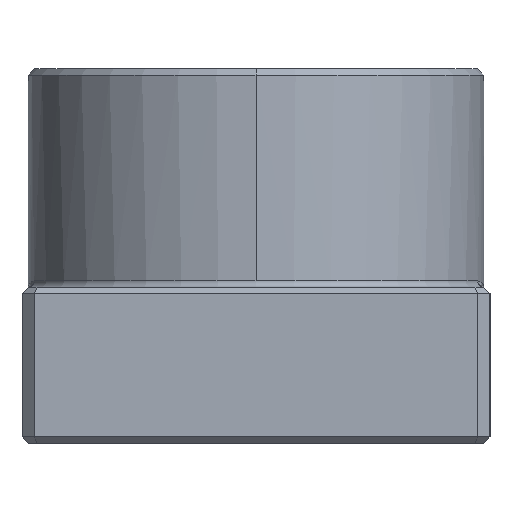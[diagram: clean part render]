
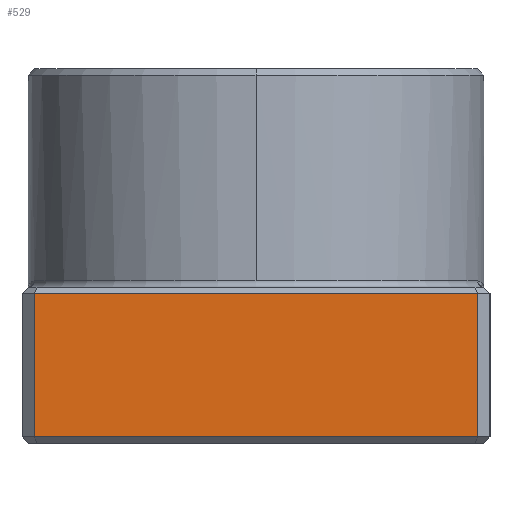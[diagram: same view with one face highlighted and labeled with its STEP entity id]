
A CAD part, left-side view. The second image highlights one B-rep face of the part: STEP entity #529.
In plain terms, the highlighted planar face has unit normal (-1, 0, 0).
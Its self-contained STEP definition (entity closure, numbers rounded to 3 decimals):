
#34 = CARTESIAN_POINT ( 'NONE',  ( -65., -35.5, 24. ) ) ;
#127 = VECTOR ( 'NONE', #1483, 1000. ) ;
#358 = CARTESIAN_POINT ( 'NONE',  ( -65., 35.5, 1. ) ) ;
#515 = CARTESIAN_POINT ( 'NONE',  ( -65., 35.5, 24. ) ) ;
#529 = ADVANCED_FACE ( 'NONE', ( #1473 ), #3192, .F. ) ;
#570 = ORIENTED_EDGE ( 'NONE', *, *, #1474, .T. ) ;
#609 = DIRECTION ( 'NONE',  ( 0., -1., 0. ) ) ;
#660 = ORIENTED_EDGE ( 'NONE', *, *, #2040, .T. ) ;
#733 = ORIENTED_EDGE ( 'NONE', *, *, #2737, .F. ) ;
#793 = LINE ( 'NONE', #2504, #2118 ) ;
#819 = LINE ( 'NONE', #2769, #127 ) ;
#840 = EDGE_LOOP ( 'NONE', ( #570, #660, #733, #1240 ) ) ;
#845 = DIRECTION ( 'NONE',  ( 0., 1., 0. ) ) ;
#1166 = VECTOR ( 'NONE', #609, 1000. ) ;
#1240 = ORIENTED_EDGE ( 'NONE', *, *, #1852, .T. ) ;
#1244 = LINE ( 'NONE', #358, #1166 ) ;
#1310 = DIRECTION ( 'NONE',  ( 0., 1., 0. ) ) ;
#1473 = FACE_OUTER_BOUND ( 'NONE', #840, .T. ) ;
#1474 = EDGE_CURVE ( 'NONE', #2227, #2751, #793, .T. ) ;
#1483 = DIRECTION ( 'NONE',  ( 0., 0., -1. ) ) ;
#1730 = DIRECTION ( 'NONE',  ( 0., 0., -1. ) ) ;
#1736 = LINE ( 'NONE', #515, #2347 ) ;
#1852 = EDGE_CURVE ( 'NONE', #3037, #2227, #1736, .T. ) ;
#2040 = EDGE_CURVE ( 'NONE', #2751, #3066, #1244, .T. ) ;
#2118 = VECTOR ( 'NONE', #1730, 1000. ) ;
#2173 = CARTESIAN_POINT ( 'NONE',  ( -65., 35.5, 25. ) ) ;
#2227 = VERTEX_POINT ( 'NONE', #2777 ) ;
#2347 = VECTOR ( 'NONE', #1310, 1000. ) ;
#2420 = DIRECTION ( 'NONE',  ( 1., 0., 0. ) ) ;
#2504 = CARTESIAN_POINT ( 'NONE',  ( -65., 35.5, 25. ) ) ;
#2678 = CARTESIAN_POINT ( 'NONE',  ( -65., -35.5, 1. ) ) ;
#2737 = EDGE_CURVE ( 'NONE', #3037, #3066, #819, .T. ) ;
#2751 = VERTEX_POINT ( 'NONE', #3280 ) ;
#2769 = CARTESIAN_POINT ( 'NONE',  ( -65., -35.5, 25. ) ) ;
#2777 = CARTESIAN_POINT ( 'NONE',  ( -65., 35.5, 24. ) ) ;
#3037 = VERTEX_POINT ( 'NONE', #34 ) ;
#3045 = AXIS2_PLACEMENT_3D ( 'NONE', #2173, #2420, #845 ) ;
#3066 = VERTEX_POINT ( 'NONE', #2678 ) ;
#3192 = PLANE ( 'NONE',  #3045 ) ;
#3280 = CARTESIAN_POINT ( 'NONE',  ( -65., 35.5, 1. ) ) ;
